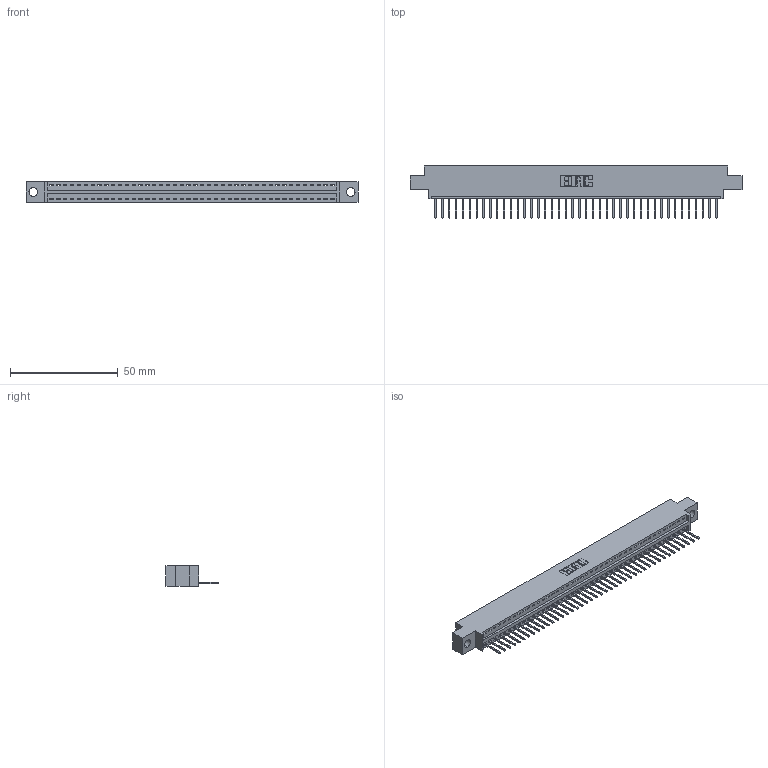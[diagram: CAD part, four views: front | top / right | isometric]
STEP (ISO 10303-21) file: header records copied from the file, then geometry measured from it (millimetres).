
FILE_DESCRIPTION (( 'STEP AP203' ), '1' );
FILE_NAME ('396-042-526-604.STEP', '2019-10-27T21:53:56', ( '' ), ( '' ), 'SwSTEP 2.0', 'SolidWorks 2016', '' );
FILE_SCHEMA (( 'CONFIG_CONTROL_DESIGN' ));
Length unit declared in the file: inch
Products named in the file (3): 346 Part_0.170 Offset - 0.156 Dia-TH; 345-292-001_345-293-126; 396-042-526-604
Assembly tree (43 placements, depth 2):
  396-042-526-604
    346 Part_0.170 Offset - 0.156 Dia-TH
    345-292-001_345-293-126  x42
Bounding box: 153.92 x 24.13 x 9.4 mm (x, y, z)
Volume: 14458 mm3; surface area: 17995.1 mm2
Topology: 43 solids, 43 shells, 2562 faces, 7733 edges, 5098 vertices
Faces by surface type: plane 1760, cylinder 802
Entity records: 26219 total; most frequent: CARTESIAN_POINT 4502, ORIENTED_EDGE 4478, DIRECTION 3971, EDGE_CURVE 2239, LINE 1939, VECTOR 1939, VERTEX_POINT 1490, AXIS2_PLACEMENT_3D 1016
